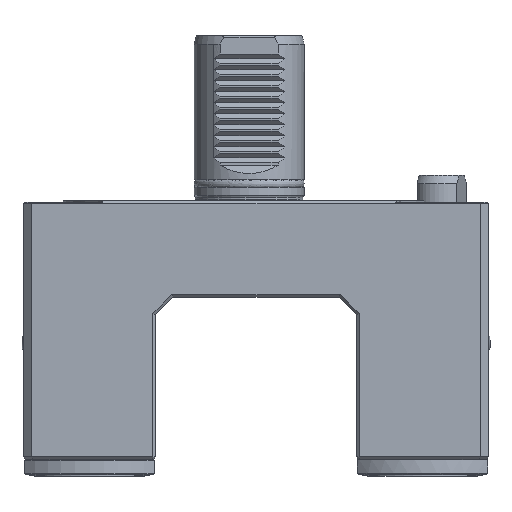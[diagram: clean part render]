
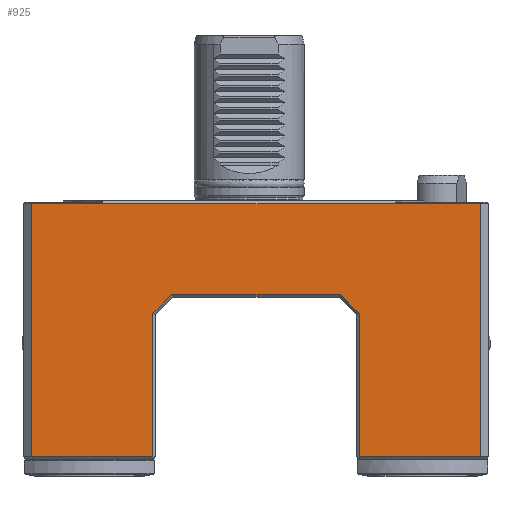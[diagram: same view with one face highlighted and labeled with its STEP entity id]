
A CAD part, front view. The second image highlights one B-rep face of the part: STEP entity #925.
In plain terms, the highlighted planar face has unit normal (0, -1, 0).
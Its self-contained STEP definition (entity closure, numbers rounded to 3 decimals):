
#131=LINE('',#5296,#342);
#134=LINE('',#5301,#345);
#136=LINE('',#5305,#347);
#143=LINE('',#5324,#354);
#158=LINE('',#5365,#369);
#179=LINE('',#5425,#390);
#185=LINE('',#5435,#396);
#186=LINE('',#5437,#397);
#187=LINE('',#5439,#398);
#188=LINE('',#5440,#399);
#342=VECTOR('',#3822,1.);
#345=VECTOR('',#3827,1.);
#347=VECTOR('',#3831,1.);
#354=VECTOR('',#3844,1.);
#369=VECTOR('',#3883,1.);
#390=VECTOR('',#3946,1.);
#396=VECTOR('',#3956,1.);
#397=VECTOR('',#3957,1.);
#398=VECTOR('',#3958,1.);
#399=VECTOR('',#3959,1.);
#641=PLANE('',#3439);
#776=FACE_OUTER_BOUND('',#1352,.T.);
#925=ADVANCED_FACE('',(#776),#641,.T.);
#1352=EDGE_LOOP('',(#1778,#1779,#1780,#1781,#1782,#1783,#1784,#1785,#1786,
#1787));
#1778=ORIENTED_EDGE('',*,*,#2891,.T.);
#1779=ORIENTED_EDGE('',*,*,#2836,.T.);
#1780=ORIENTED_EDGE('',*,*,#2892,.T.);
#1781=ORIENTED_EDGE('',*,*,#2893,.T.);
#1782=ORIENTED_EDGE('',*,*,#2856,.T.);
#1783=ORIENTED_EDGE('',*,*,#2827,.T.);
#1784=ORIENTED_EDGE('',*,*,#2825,.T.);
#1785=ORIENTED_EDGE('',*,*,#2822,.T.);
#1786=ORIENTED_EDGE('',*,*,#2885,.T.);
#1787=ORIENTED_EDGE('',*,*,#2894,.T.);
#2513=VERTEX_POINT('',#5295);
#2514=VERTEX_POINT('',#5297);
#2515=VERTEX_POINT('',#5302);
#2516=VERTEX_POINT('',#5306);
#2524=VERTEX_POINT('',#5323);
#2525=VERTEX_POINT('',#5325);
#2539=VERTEX_POINT('',#5366);
#2555=VERTEX_POINT('',#5423);
#2559=VERTEX_POINT('',#5436);
#2560=VERTEX_POINT('',#5438);
#2822=EDGE_CURVE('',#2514,#2513,#131,.T.);
#2825=EDGE_CURVE('',#2515,#2514,#134,.T.);
#2827=EDGE_CURVE('',#2516,#2515,#136,.T.);
#2836=EDGE_CURVE('',#2525,#2524,#143,.T.);
#2856=EDGE_CURVE('',#2539,#2516,#158,.T.);
#2885=EDGE_CURVE('',#2513,#2555,#179,.T.);
#2891=EDGE_CURVE('',#2559,#2525,#185,.T.);
#2892=EDGE_CURVE('',#2524,#2560,#186,.T.);
#2893=EDGE_CURVE('',#2560,#2539,#187,.T.);
#2894=EDGE_CURVE('',#2555,#2559,#188,.T.);
#3439=AXIS2_PLACEMENT_3D('',#5441,#3960,#3961);
#3822=DIRECTION('',(0.707,0.,-0.707));
#3827=DIRECTION('',(1.,0.,0.));
#3831=DIRECTION('',(0.707,0.,0.707));
#3844=DIRECTION('',(-1.,0.,0.));
#3883=DIRECTION('',(0.,0.,1.));
#3946=DIRECTION('',(0.,0.,-1.));
#3956=DIRECTION('',(0.,0.,1.));
#3957=DIRECTION('',(0.,0.,-1.));
#3958=DIRECTION('',(1.,0.,0.));
#3959=DIRECTION('',(1.,0.,0.));
#3960=DIRECTION('',(0.,-1.,0.));
#3961=DIRECTION('',(-1.,0.,0.));
#5295=CARTESIAN_POINT('',(40.,-42.,-40.886));
#5296=CARTESIAN_POINT('',(39.707,-42.,-40.593));
#5297=CARTESIAN_POINT('',(33.114,-42.,-34.));
#5301=CARTESIAN_POINT('',(32.7,-42.,-34.));
#5302=CARTESIAN_POINT('',(-28.114,-42.,-34.));
#5305=CARTESIAN_POINT('',(-28.407,-42.,-34.293));
#5306=CARTESIAN_POINT('',(-35.,-42.,-40.886));
#5323=CARTESIAN_POINT('',(-79.,-42.,-1.));
#5324=CARTESIAN_POINT('',(-82.,-42.,-1.));
#5325=CARTESIAN_POINT('',(84.,-42.,-1.));
#5365=CARTESIAN_POINT('',(-35.,-42.,-41.3));
#5366=CARTESIAN_POINT('',(-35.,-42.,-93.));
#5423=CARTESIAN_POINT('',(40.,-42.,-93.));
#5425=CARTESIAN_POINT('',(40.,-42.,-94.));
#5435=CARTESIAN_POINT('',(84.,-42.,-94.));
#5436=CARTESIAN_POINT('',(84.,-42.,-93.));
#5437=CARTESIAN_POINT('',(-79.,-42.,-94.));
#5438=CARTESIAN_POINT('',(-79.,-42.,-93.));
#5439=CARTESIAN_POINT('',(-34.,-42.,-93.));
#5440=CARTESIAN_POINT('',(84.,-42.,-93.));
#5441=CARTESIAN_POINT('',(-82.,-42.,-94.));
